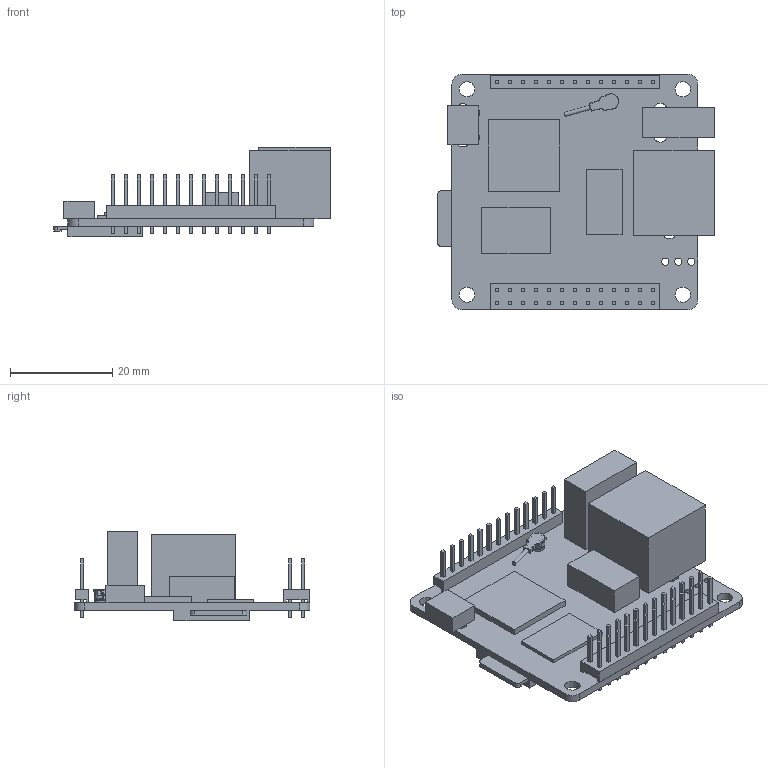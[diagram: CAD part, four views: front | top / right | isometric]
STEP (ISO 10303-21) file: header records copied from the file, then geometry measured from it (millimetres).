
FILE_DESCRIPTION(/* description */ (''),/* implementation_level */ '2;1');
FILE_NAME(/* name */ 'OrangePi_Zero_LTS.stp',/* time_stamp */ '2021-06-16T22:29:37+02:00',/* author */ ('pr'),/* organization */ (''),/* preprocessor_version */ 'ST-DEVELOPER v17',/* originating_system */ 'Autodesk Inventor 2019',/* authorisation */ '');
FILE_SCHEMA (('CONFIG_CONTROL_DESIGN'));
Length unit declared in the file: millimetre
Products named in the file (6): OrangePi_Zero_LTS; OrangePi_Zero_LTS_Board; Pin Header 13; Pin Header 26; Micro sd card; UFL_cable
Assembly tree (5 placements, depth 2):
  OrangePi_Zero_LTS
    OrangePi_Zero_LTS_Board
    Pin Header 13
    Pin Header 26
    Micro sd card
    UFL_cable
Bounding box: 54.01 x 46 x 17.4 mm (x, y, z)
Volume: 9861.8 mm3; surface area: 9441.4 mm2
Topology: 5 solids, 5 shells, 1064 faces, 2760 edges, 1823 vertices
Faces by surface type: plane 900, cylinder 142, cone 10, torus 10, sphere 2
Full cylindrical faces by diameter (mm): 0.245 x2, 0.81 x1, 1.143 x2, 1.168 x2, 1.2 x2, 1.35 x18, 1.4 x24, 1.5 x1, 1.524 x12, 1.9 x1, 2.29 x1, 2.54 x1, 2.69 x1, 3 x4, 3.302 x2
Entity records: 33529 total; most frequent: CARTESIAN_POINT 5982, ORIENTED_EDGE 5516, DIRECTION 5204, EDGE_CURVE 2758, LINE 2404, VECTOR 2404, VERTEX_POINT 1823, AXIS2_PLACEMENT_3D 1400
